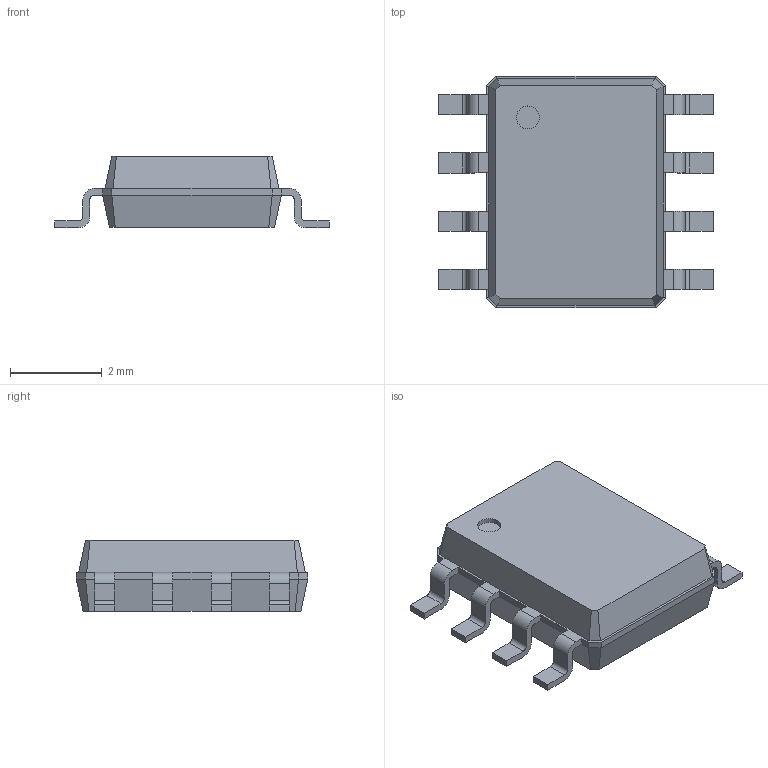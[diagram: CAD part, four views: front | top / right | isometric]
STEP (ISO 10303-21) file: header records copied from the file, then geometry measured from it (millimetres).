
FILE_DESCRIPTION(/* description */ ('model of SSOP-8_3.9x5.05mm_P1.27mm'),/* implementation_level */ '2;1');
FILE_NAME(/* name */ 'SSOP-8_3.9x5.05mm_P1.27mm.step',/* time_stamp */ '2018-09-26T18:49:41',/* author */ ('kicad StepUp','ksu'),/* organization */ ('FreeCAD'),/* preprocessor_version */ 'OCC',/* originating_system */ 'kicad StepUp',/* authorisation */ '');
FILE_SCHEMA(('AUTOMOTIVE_DESIGN { 1 0 10303 214 1 1 1 1 }'));
Length unit declared in the file: millimetre
Products named in the file (1): SSOP_8_39x505mm_P127mm
Bounding box: 6 x 5.05 x 1.56 mm (x, y, z)
Volume: 28.9 mm3; surface area: 76.2 mm2
Topology: 1 solids, 1 shells, 156 faces, 403 edges, 250 vertices
Faces by surface type: plane 91, cylinder 33, bspline 32
Full cylindrical faces by diameter (mm): 0.5 x1
Entity records: 5719 total; most frequent: CARTESIAN_POINT 938, ORIENTED_EDGE 806, DIRECTION 687, EDGE_CURVE 403, LINE 305, VECTOR 305, VERTEX_POINT 250, AXIS2_PLACEMENT_3D 191
